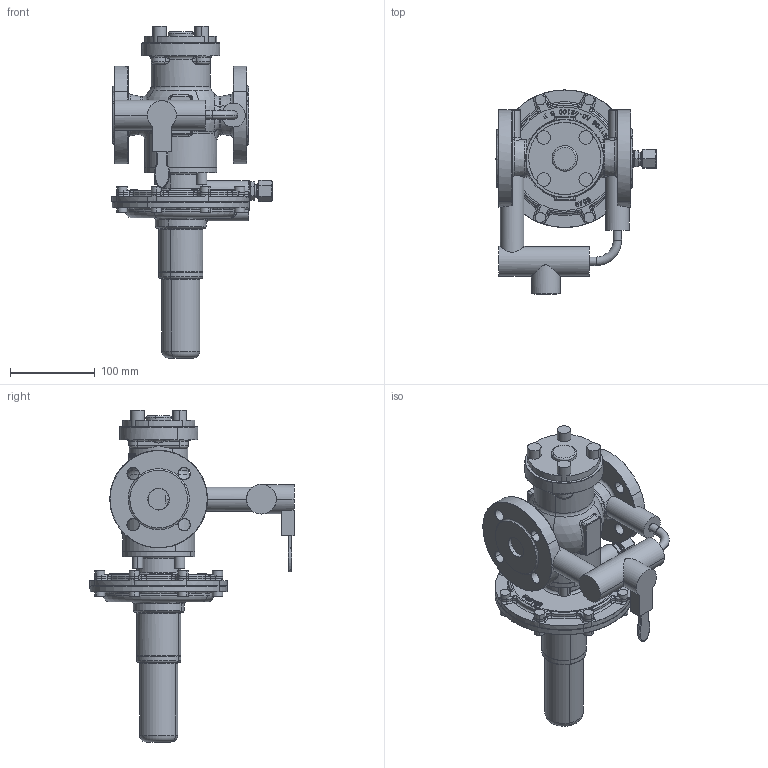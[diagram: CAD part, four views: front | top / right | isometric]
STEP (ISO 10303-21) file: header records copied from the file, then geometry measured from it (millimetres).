
FILE_DESCRIPTION(('CATIA V5 STEP'),'2;1');
FILE_NAME('S 100 DN 025.stp','2011-01-25T13:11:41+00:00',('none'),('none'),'CATIA Version 5 Release 19 SP 8 (IN-10)','CATIA V5 STEP AP214','none');
FILE_SCHEMA(('AUTOMOTIVE_DESIGN { 1 0 10303 214 1 1 1 1 }'));
Length unit declared in the file: millimetre
Products named in the file (1): S 100 DN 025.CATPart
Bounding box: 188.5 x 240.5 x 391.06 mm (x, y, z)
Volume: 2346060.5 mm3; surface area: 311355.4 mm2
Topology: 2 solids, 999 shells, 2639 faces, 9767 edges, 8149 vertices
Faces by surface type: plane 1721, cylinder 436, torus 260, cone 111, bspline 89, sphere 22
Entity records: 127706 total; most frequent: CARTESIAN_POINT 45129, ORIENTED_EDGE 14090, DIRECTION 11827, EDGE_CURVE 9714, VERTEX_POINT 8149, VECTOR 5857, LINE 5857, AXIS2_PLACEMENT_3D 3677
